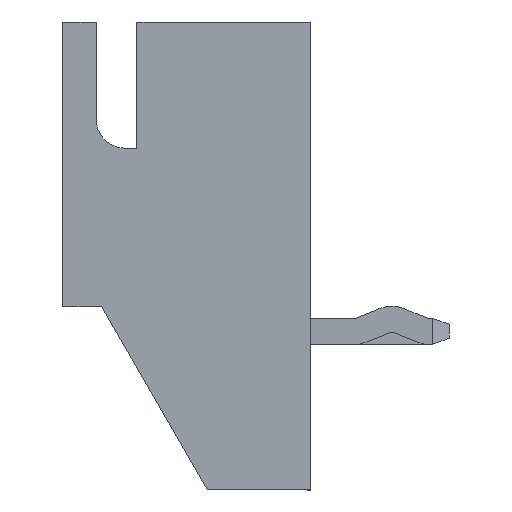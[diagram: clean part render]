
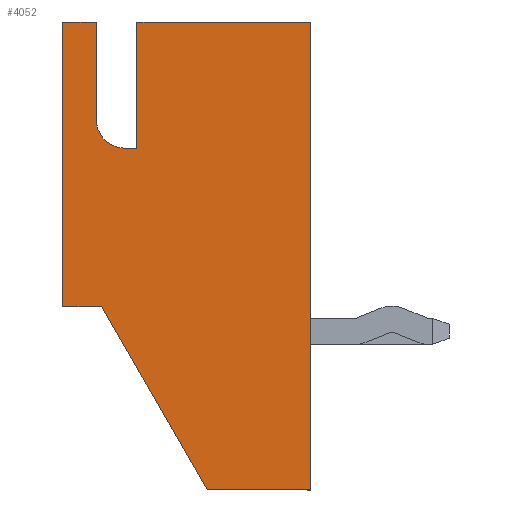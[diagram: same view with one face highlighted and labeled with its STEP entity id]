
A CAD part, left-side view. The second image highlights one B-rep face of the part: STEP entity #4052.
In plain terms, the highlighted planar face has unit normal (-1, 0, 0).
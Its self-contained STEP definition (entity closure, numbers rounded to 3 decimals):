
#235 = DIRECTION ( 'NONE',  ( 0., 1., 0. ) ) ;
#325 = CARTESIAN_POINT ( 'NONE',  ( -6.2, 4.575, -3.1 ) ) ;
#346 = ORIENTED_EDGE ( 'NONE', *, *, #2043, .T. ) ;
#540 = LINE ( 'NONE', #1755, #5876 ) ;
#596 = CARTESIAN_POINT ( 'NONE',  ( -6.2, 0., -7. ) ) ;
#598 = EDGE_CURVE ( 'NONE', #4496, #3325, #3545, .T. ) ;
#616 = CARTESIAN_POINT ( 'NONE',  ( -6.2, 5.148, -7. ) ) ;
#644 = DIRECTION ( 'NONE',  ( 0., 0., 1. ) ) ;
#721 = CARTESIAN_POINT ( 'NONE',  ( -6.2, 5.275, 0. ) ) ;
#741 = EDGE_CURVE ( 'NONE', #2091, #4986, #1935, .T. ) ;
#839 = EDGE_CURVE ( 'NONE', #2362, #3594, #540, .T. ) ;
#852 = VECTOR ( 'NONE', #4896, 1000. ) ;
#861 = CARTESIAN_POINT ( 'NONE',  ( -6.2, 0., -3.1 ) ) ;
#863 = ORIENTED_EDGE ( 'NONE', *, *, #839, .T. ) ;
#904 = CARTESIAN_POINT ( 'NONE',  ( -6.2, 0., 0. ) ) ;
#985 = VECTOR ( 'NONE', #6155, 1000. ) ;
#1099 = DIRECTION ( 'NONE',  ( 0., 0., -1. ) ) ;
#1142 = EDGE_CURVE ( 'NONE', #3325, #6001, #5496, .T. ) ;
#1154 = EDGE_CURVE ( 'NONE', #5174, #1408, #4203, .T. ) ;
#1282 = CARTESIAN_POINT ( 'NONE',  ( -6.2, 0., -11.5 ) ) ;
#1352 = DIRECTION ( 'NONE',  ( 0., 1., 0. ) ) ;
#1408 = VERTEX_POINT ( 'NONE', #1282 ) ;
#1462 = ORIENTED_EDGE ( 'NONE', *, *, #1154, .T. ) ;
#1545 = CARTESIAN_POINT ( 'NONE',  ( -6.2, 0., 0. ) ) ;
#1577 = CARTESIAN_POINT ( 'NONE',  ( -6.2, 0., -11.5 ) ) ;
#1660 = CIRCLE ( 'NONE', #2401, 0.7 ) ;
#1713 = CARTESIAN_POINT ( 'NONE',  ( -6.2, 6.1, 0. ) ) ;
#1727 = FACE_OUTER_BOUND ( 'NONE', #3304, .T. ) ;
#1731 = VECTOR ( 'NONE', #4991, 1000. ) ;
#1733 = VECTOR ( 'NONE', #644, 1000. ) ;
#1755 = CARTESIAN_POINT ( 'NONE',  ( -6.2, 5.275, 0. ) ) ;
#1762 = CARTESIAN_POINT ( 'NONE',  ( -6.2, 0., 0. ) ) ;
#1846 = ORIENTED_EDGE ( 'NONE', *, *, #5052, .T. ) ;
#1913 = CARTESIAN_POINT ( 'NONE',  ( -6.2, 4.275, -3.1 ) ) ;
#1935 = LINE ( 'NONE', #5021, #2999 ) ;
#1997 = ORIENTED_EDGE ( 'NONE', *, *, #1142, .T. ) ;
#2043 = EDGE_CURVE ( 'NONE', #4986, #4502, #5980, .T. ) ;
#2091 = VERTEX_POINT ( 'NONE', #1713 ) ;
#2177 = VERTEX_POINT ( 'NONE', #3605 ) ;
#2270 = CARTESIAN_POINT ( 'NONE',  ( -6.2, 5.275, -2.4 ) ) ;
#2328 = ORIENTED_EDGE ( 'NONE', *, *, #2457, .T. ) ;
#2362 = VERTEX_POINT ( 'NONE', #2270 ) ;
#2401 = AXIS2_PLACEMENT_3D ( 'NONE', #4654, #4190, #5172 ) ;
#2457 = EDGE_CURVE ( 'NONE', #6001, #2362, #1660, .T. ) ;
#2510 = CARTESIAN_POINT ( 'NONE',  ( -6.2, 4.275, 0. ) ) ;
#2653 = PLANE ( 'NONE',  #5986 ) ;
#2817 = VECTOR ( 'NONE', #1352, 1000. ) ;
#2925 = ORIENTED_EDGE ( 'NONE', *, *, #3310, .T. ) ;
#2999 = VECTOR ( 'NONE', #5521, 1000. ) ;
#3275 = VECTOR ( 'NONE', #5251, 1000. ) ;
#3304 = EDGE_LOOP ( 'NONE', ( #1997, #2328, #863, #2925, #5387, #346, #4632, #1462, #5144, #1846, #3433 ) ) ;
#3310 = EDGE_CURVE ( 'NONE', #3594, #2091, #4755, .T. ) ;
#3325 = VERTEX_POINT ( 'NONE', #1913 ) ;
#3433 = ORIENTED_EDGE ( 'NONE', *, *, #598, .T. ) ;
#3545 = LINE ( 'NONE', #3890, #5244 ) ;
#3594 = VERTEX_POINT ( 'NONE', #721 ) ;
#3605 = CARTESIAN_POINT ( 'NONE',  ( -6.2, 0., 0. ) ) ;
#3821 = EDGE_CURVE ( 'NONE', #1408, #2177, #5666, .T. ) ;
#3890 = CARTESIAN_POINT ( 'NONE',  ( -6.2, 4.275, 0. ) ) ;
#3987 = LINE ( 'NONE', #4812, #3275 ) ;
#4001 = CARTESIAN_POINT ( 'NONE',  ( -6.2, 2.55, -11.5 ) ) ;
#4052 = ADVANCED_FACE ( 'NONE', ( #1727 ), #2653, .T. ) ;
#4190 = DIRECTION ( 'NONE',  ( 1., 0., 0. ) ) ;
#4203 = LINE ( 'NONE', #1577, #1731 ) ;
#4496 = VERTEX_POINT ( 'NONE', #2510 ) ;
#4502 = VERTEX_POINT ( 'NONE', #616 ) ;
#4606 = VECTOR ( 'NONE', #235, 1000. ) ;
#4632 = ORIENTED_EDGE ( 'NONE', *, *, #5686, .T. ) ;
#4654 = CARTESIAN_POINT ( 'NONE',  ( -6.2, 4.575, -2.4 ) ) ;
#4755 = LINE ( 'NONE', #904, #985 ) ;
#4786 = CARTESIAN_POINT ( 'NONE',  ( -6.2, 6.1, -7. ) ) ;
#4812 = CARTESIAN_POINT ( 'NONE',  ( -6.2, 5.148, -7. ) ) ;
#4896 = DIRECTION ( 'NONE',  ( 0., -1., 0. ) ) ;
#4968 = LINE ( 'NONE', #1545, #4606 ) ;
#4986 = VERTEX_POINT ( 'NONE', #4786 ) ;
#4987 = DIRECTION ( 'NONE',  ( -1., 0., 0. ) ) ;
#4991 = DIRECTION ( 'NONE',  ( 0., -1., 0. ) ) ;
#5021 = CARTESIAN_POINT ( 'NONE',  ( -6.2, 6.1, 0. ) ) ;
#5052 = EDGE_CURVE ( 'NONE', #2177, #4496, #4968, .T. ) ;
#5064 = DIRECTION ( 'NONE',  ( 0., 0., 1. ) ) ;
#5144 = ORIENTED_EDGE ( 'NONE', *, *, #3821, .T. ) ;
#5172 = DIRECTION ( 'NONE',  ( 0., 0., -1. ) ) ;
#5174 = VERTEX_POINT ( 'NONE', #4001 ) ;
#5244 = VECTOR ( 'NONE', #1099, 1000. ) ;
#5251 = DIRECTION ( 'NONE',  ( 0., -0.5, -0.866 ) ) ;
#5387 = ORIENTED_EDGE ( 'NONE', *, *, #741, .T. ) ;
#5437 = CARTESIAN_POINT ( 'NONE',  ( -6.2, 0., 0. ) ) ;
#5479 = DIRECTION ( 'NONE',  ( 0., 0., 1. ) ) ;
#5496 = LINE ( 'NONE', #861, #2817 ) ;
#5521 = DIRECTION ( 'NONE',  ( 0., 0., -1. ) ) ;
#5666 = LINE ( 'NONE', #5437, #1733 ) ;
#5686 = EDGE_CURVE ( 'NONE', #4502, #5174, #3987, .T. ) ;
#5876 = VECTOR ( 'NONE', #5064, 1000. ) ;
#5980 = LINE ( 'NONE', #596, #852 ) ;
#5986 = AXIS2_PLACEMENT_3D ( 'NONE', #1762, #4987, #5479 ) ;
#6001 = VERTEX_POINT ( 'NONE', #325 ) ;
#6155 = DIRECTION ( 'NONE',  ( 0., 1., 0. ) ) ;
